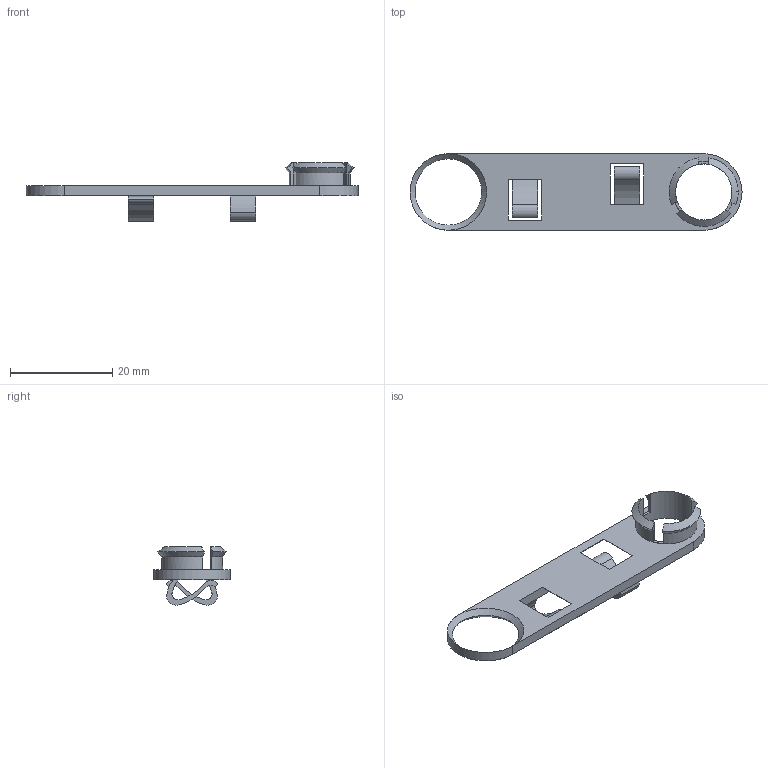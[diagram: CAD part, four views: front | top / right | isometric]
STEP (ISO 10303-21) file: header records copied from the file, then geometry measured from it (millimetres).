
FILE_DESCRIPTION(('FreeCAD Model'),'2;1');
FILE_NAME('pentographe.step','2015-12-01T23:24:04',('Author'),(''), 'Open CASCADE STEP processor 6.8','FreeCAD','Unknown');
FILE_SCHEMA(('AUTOMOTIVE_DESIGN_CC2 { 1 2 10303 214 -1 1 5 4 }'));
Length unit declared in the file: millimetre
Products named in the file (2): ASSEMBLY; Pentographe
Assembly tree (1 placements, depth 2):
  ASSEMBLY
    Pentographe
Bounding box: 65 x 15 x 11.44 mm (x, y, z)
Volume: 1270.6 mm3; surface area: 2316.4 mm2
Topology: 1 solids, 1 shells, 68 faces, 187 edges, 123 vertices
Faces by surface type: plane 33, cylinder 23, cone 10, bspline 2
Full cylindrical faces by diameter (mm): 11 x1, 12 x1, 13 x1
Entity records: 5970 total; most frequent: CARTESIAN_POINT 2346, DIRECTION 650, ORIENTED_EDGE 374, PCURVE 374, DEFINITIONAL_REPRESENTATION 374, LINE 341, VECTOR 341, EDGE_CURVE 187
